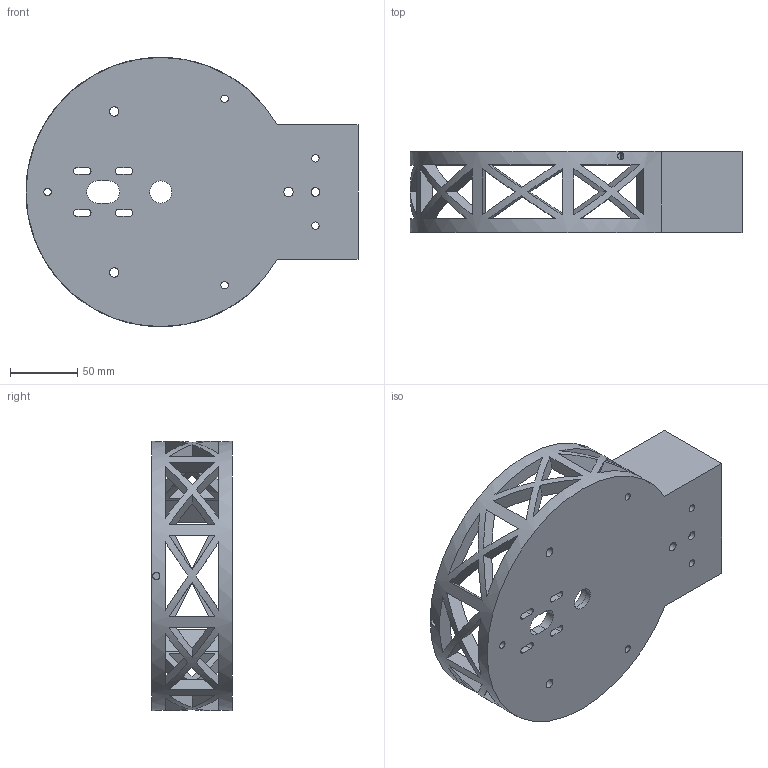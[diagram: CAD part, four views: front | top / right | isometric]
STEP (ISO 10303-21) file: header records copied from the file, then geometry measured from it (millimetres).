
FILE_DESCRIPTION(/* description */ (''),/* implementation_level */ '2;1');
FILE_NAME(/* name */ 'colosseum_base.step',/* time_stamp */ '2019-11-28T17:47:35-08:00',/* author */ (''),/* organization */ (''),/* preprocessor_version */ 'ST-DEVELOPER v18',/* originating_system */ 'Autodesk Translation Framework v8.12.0.6',/* authorisation */ '');
FILE_SCHEMA (('AUTOMOTIVE_DESIGN { 1 0 10303 214 3 1 1 }'));
Length unit declared in the file: millimetre
Products named in the file (1): base
Bounding box: 246.6 x 60 x 200 mm (x, y, z)
Volume: 548990.2 mm3; surface area: 166092.3 mm2
Topology: 1 solids, 1 shells, 178 faces, 519 edges, 347 vertices
Faces by surface type: plane 145, cylinder 33
Full cylindrical faces by diameter (mm): 5.4 x6, 5.5 x5, 6.6 x1, 7 x3, 16.5 x1, 19.5 x2
Entity records: 6402 total; most frequent: CARTESIAN_POINT 1246, DIRECTION 1068, ORIENTED_EDGE 1038, EDGE_CURVE 519, AXIS2_PLACEMENT_3D 379, VERTEX_POINT 347, LINE 310, VECTOR 310
